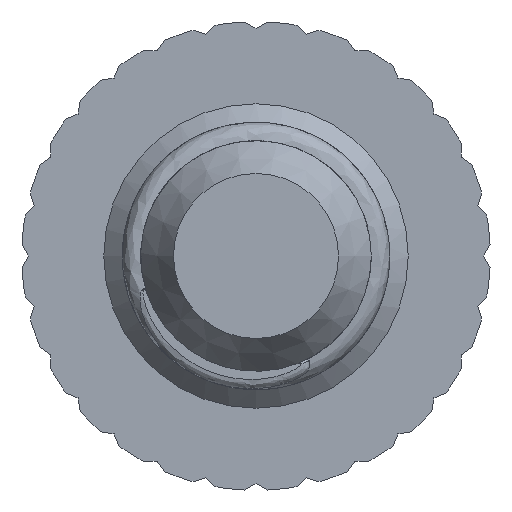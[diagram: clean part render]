
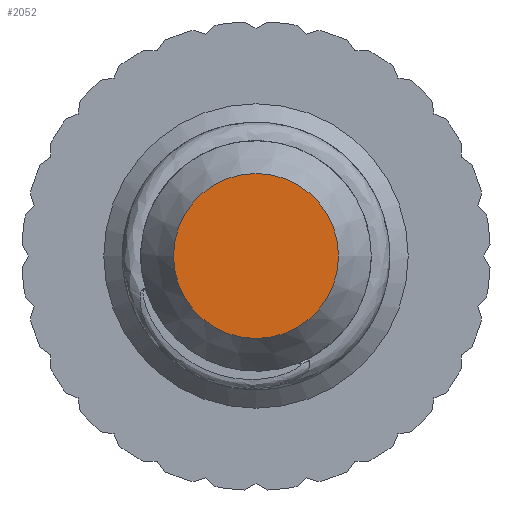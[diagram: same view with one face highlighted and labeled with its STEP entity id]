
A CAD part, front view. The second image highlights one B-rep face of the part: STEP entity #2052.
In plain terms, the highlighted planar face has unit normal (0, -1, 0).
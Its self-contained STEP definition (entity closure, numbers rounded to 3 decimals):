
#76=PLANE('',#2241);
#187=FACE_OUTER_BOUND('',#293,.T.);
#293=EDGE_LOOP('',(#1909));
#357=CIRCLE('',#2238,4.472);
#1003=VERTEX_POINT('',#5071);
#1303=EDGE_CURVE('',#1003,#1003,#357,.T.);
#1909=ORIENTED_EDGE('',*,*,#1303,.T.);
#2052=ADVANCED_FACE('',(#187),#76,.F.);
#2238=AXIS2_PLACEMENT_3D('',#5072,#2775,#2776);
#2241=AXIS2_PLACEMENT_3D('',#6183,#2782,#2783);
#2775=DIRECTION('center_axis',(0.,-1.,0.));
#2776=DIRECTION('ref_axis',(-1.,0.,0.));
#2782=DIRECTION('center_axis',(0.,1.,0.));
#2783=DIRECTION('ref_axis',(0.,0.,1.));
#5071=CARTESIAN_POINT('',(4.472,0.,0.));
#5072=CARTESIAN_POINT('Origin',(0.,0.,0.));
#6183=CARTESIAN_POINT('Origin',(0.,0.,0.));
